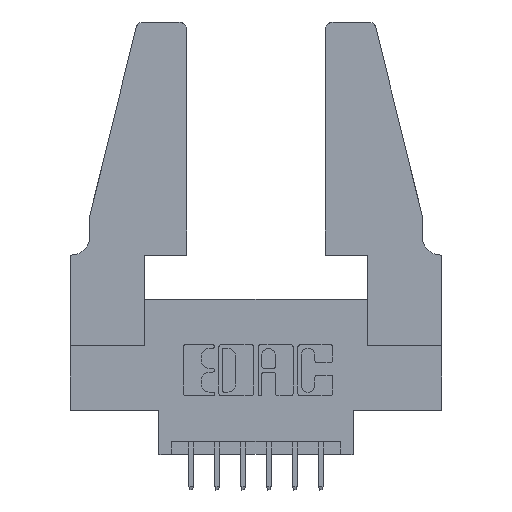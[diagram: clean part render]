
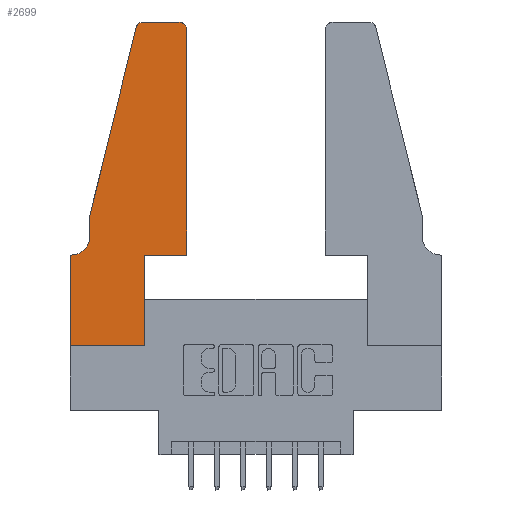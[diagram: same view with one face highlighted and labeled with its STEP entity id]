
A CAD part, top view. The second image highlights one B-rep face of the part: STEP entity #2699.
In plain terms, the highlighted planar face has unit normal (0, 0, 1).
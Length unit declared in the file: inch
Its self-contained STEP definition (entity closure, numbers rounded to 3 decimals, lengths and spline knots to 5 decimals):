
#69 = CARTESIAN_POINT ( 'NONE',  ( 0.2605, 1.25, 0.37 ) ) ;
#194 = ORIENTED_EDGE ( 'NONE', *, *, #1533, .T. ) ;
#231 = LINE ( 'NONE', #7480, #3288 ) ;
#312 = DIRECTION ( 'NONE',  ( 0., 0., -1. ) ) ;
#572 = ORIENTED_EDGE ( 'NONE', *, *, #9701, .T. ) ;
#680 = CARTESIAN_POINT ( 'NONE',  ( 0., 0., 0.37 ) ) ;
#797 = DIRECTION ( 'NONE',  ( 1., 0., 0. ) ) ;
#859 = EDGE_CURVE ( 'NONE', #1786, #6554, #7107, .T. ) ;
#1036 = CARTESIAN_POINT ( 'NONE',  ( 0.0755, 0.5, 0.37 ) ) ;
#1448 = EDGE_CURVE ( 'NONE', #11586, #10758, #8243, .T. ) ;
#1533 = EDGE_CURVE ( 'NONE', #4633, #7522, #231, .T. ) ;
#1632 = CARTESIAN_POINT ( 'NONE',  ( 0.2865, 0., 0.37 ) ) ;
#1786 = VERTEX_POINT ( 'NONE', #8051 ) ;
#1947 = CARTESIAN_POINT ( 'NONE',  ( 0.0055, 0.42, 0.37 ) ) ;
#2074 = CARTESIAN_POINT ( 'NONE',  ( 0.0755, 0.42, 0.37 ) ) ;
#2304 = ORIENTED_EDGE ( 'NONE', *, *, #6564, .T. ) ;
#2371 = AXIS2_PLACEMENT_3D ( 'NONE', #1947, #312, #2980 ) ;
#2555 = CARTESIAN_POINT ( 'NONE',  ( 0., 0., 0.37 ) ) ;
#2699 = ADVANCED_FACE ( 'NONE', ( #4651 ), #7567, .T. ) ;
#2870 = DIRECTION ( 'NONE',  ( 1., 0., 0. ) ) ;
#2972 = EDGE_CURVE ( 'NONE', #5928, #3018, #6615, .T. ) ;
#2980 = DIRECTION ( 'NONE',  ( -1., 0., 0. ) ) ;
#2987 = DIRECTION ( 'NONE',  ( 1., 0., 0. ) ) ;
#3018 = VERTEX_POINT ( 'NONE', #2074 ) ;
#3065 = AXIS2_PLACEMENT_3D ( 'NONE', #9417, #9474, #2987 ) ;
#3201 = ORIENTED_EDGE ( 'NONE', *, *, #8550, .T. ) ;
#3288 = VECTOR ( 'NONE', #11351, 39.37008 ) ;
#3310 = CIRCLE ( 'NONE', #2371, 0.07 ) ;
#3320 = ORIENTED_EDGE ( 'NONE', *, *, #2972, .T. ) ;
#3385 = EDGE_CURVE ( 'NONE', #6554, #5928, #9457, .T. ) ;
#3417 = ORIENTED_EDGE ( 'NONE', *, *, #6065, .T. ) ;
#3489 = CARTESIAN_POINT ( 'NONE',  ( 0.4505, 0.35, 0.37 ) ) ;
#3966 = CARTESIAN_POINT ( 'NONE',  ( 0.4205, 1.25, 0.37 ) ) ;
#4036 = VERTEX_POINT ( 'NONE', #7396 ) ;
#4189 = CARTESIAN_POINT ( 'NONE',  ( 0.0055, 0.35, 0.37 ) ) ;
#4261 = ORIENTED_EDGE ( 'NONE', *, *, #10269, .T. ) ;
#4358 = DIRECTION ( 'NONE',  ( 1., 0., 0. ) ) ;
#4406 = VERTEX_POINT ( 'NONE', #1632 ) ;
#4474 = VECTOR ( 'NONE', #4358, 39.37008 ) ;
#4633 = VERTEX_POINT ( 'NONE', #10208 ) ;
#4651 = FACE_OUTER_BOUND ( 'NONE', #7668, .T. ) ;
#4658 = DIRECTION ( 'NONE',  ( 0., 0., 1. ) ) ;
#4665 = VECTOR ( 'NONE', #11915, 39.37008 ) ;
#4725 = DIRECTION ( 'NONE',  ( 0., -1., 0. ) ) ;
#4727 = ORIENTED_EDGE ( 'NONE', *, *, #3385, .T. ) ;
#5298 = ORIENTED_EDGE ( 'NONE', *, *, #1448, .T. ) ;
#5336 = ORIENTED_EDGE ( 'NONE', *, *, #9420, .T. ) ;
#5387 = LINE ( 'NONE', #680, #4474 ) ;
#5414 = CARTESIAN_POINT ( 'NONE',  ( 0.0755, 0.35, 0.37 ) ) ;
#5844 = CARTESIAN_POINT ( 'NONE',  ( 0.0755, 0.5, 0.37 ) ) ;
#5928 = VERTEX_POINT ( 'NONE', #1036 ) ;
#6065 = EDGE_CURVE ( 'NONE', #4036, #11586, #10736, .T. ) ;
#6433 = CARTESIAN_POINT ( 'NONE',  ( 0.284, 1.22, 0.37 ) ) ;
#6554 = VERTEX_POINT ( 'NONE', #8006 ) ;
#6564 = EDGE_CURVE ( 'NONE', #10938, #4633, #7169, .T. ) ;
#6615 = LINE ( 'NONE', #8363, #11345 ) ;
#6965 = VECTOR ( 'NONE', #9751, 39.37008 ) ;
#7039 = VERTEX_POINT ( 'NONE', #3966 ) ;
#7103 = ORIENTED_EDGE ( 'NONE', *, *, #8141, .T. ) ;
#7107 = CIRCLE ( 'NONE', #8451, 0.03 ) ;
#7169 = LINE ( 'NONE', #5414, #6965 ) ;
#7241 = CARTESIAN_POINT ( 'NONE',  ( 0.2865, 0.35, 0.37 ) ) ;
#7396 = CARTESIAN_POINT ( 'NONE',  ( 0.2865, 0.35, 0.37 ) ) ;
#7480 = CARTESIAN_POINT ( 'NONE',  ( 0., 0., 0.37 ) ) ;
#7522 = VERTEX_POINT ( 'NONE', #2555 ) ;
#7567 = PLANE ( 'NONE',  #3065 ) ;
#7571 = CIRCLE ( 'NONE', #10650, 0.03 ) ;
#7668 = EDGE_LOOP ( 'NONE', ( #4261, #11153, #4727, #3320, #3201, #2304, #194, #572, #5336, #3417, #5298, #7103 ) ) ;
#8006 = CARTESIAN_POINT ( 'NONE',  ( 0.25487, 1.22718, 0.37 ) ) ;
#8051 = CARTESIAN_POINT ( 'NONE',  ( 0.284, 1.25, 0.37 ) ) ;
#8141 = EDGE_CURVE ( 'NONE', #10758, #7039, #7571, .T. ) ;
#8243 = LINE ( 'NONE', #3489, #9621 ) ;
#8363 = CARTESIAN_POINT ( 'NONE',  ( 0.0755, 0.5, 0.37 ) ) ;
#8451 = AXIS2_PLACEMENT_3D ( 'NONE', #6433, #4658, #2870 ) ;
#8550 = EDGE_CURVE ( 'NONE', #3018, #10938, #3310, .T. ) ;
#9104 = DIRECTION ( 'NONE',  ( 0., 1., 0. ) ) ;
#9403 = CARTESIAN_POINT ( 'NONE',  ( 0.4505, 0.35, 0.37 ) ) ;
#9417 = CARTESIAN_POINT ( 'NONE',  ( 0., 0.35, 0.37 ) ) ;
#9420 = EDGE_CURVE ( 'NONE', #4406, #4036, #11215, .T. ) ;
#9457 = LINE ( 'NONE', #5844, #10953 ) ;
#9474 = DIRECTION ( 'NONE',  ( 0., 0., 1. ) ) ;
#9555 = DIRECTION ( 'NONE',  ( -0.239, -0.971, 0. ) ) ;
#9621 = VECTOR ( 'NONE', #10123, 39.37008 ) ;
#9701 = EDGE_CURVE ( 'NONE', #7522, #4406, #5387, .T. ) ;
#9751 = DIRECTION ( 'NONE',  ( -1., 0., 0. ) ) ;
#9981 = CARTESIAN_POINT ( 'NONE',  ( 0.4205, 1.22, 0.37 ) ) ;
#10017 = DIRECTION ( 'NONE',  ( 1., 0., 0. ) ) ;
#10123 = DIRECTION ( 'NONE',  ( 0., 1., 0. ) ) ;
#10208 = CARTESIAN_POINT ( 'NONE',  ( 0., 0.35, 0.37 ) ) ;
#10269 = EDGE_CURVE ( 'NONE', #7039, #1786, #11060, .T. ) ;
#10650 = AXIS2_PLACEMENT_3D ( 'NONE', #9981, #11875, #797 ) ;
#10736 = LINE ( 'NONE', #11848, #11596 ) ;
#10758 = VERTEX_POINT ( 'NONE', #11291 ) ;
#10938 = VERTEX_POINT ( 'NONE', #4189 ) ;
#10953 = VECTOR ( 'NONE', #9555, 39.37008 ) ;
#11039 = VECTOR ( 'NONE', #9104, 39.37008 ) ;
#11060 = LINE ( 'NONE', #69, #4665 ) ;
#11153 = ORIENTED_EDGE ( 'NONE', *, *, #859, .T. ) ;
#11215 = LINE ( 'NONE', #7241, #11039 ) ;
#11291 = CARTESIAN_POINT ( 'NONE',  ( 0.4505, 1.22, 0.37 ) ) ;
#11345 = VECTOR ( 'NONE', #4725, 39.37008 ) ;
#11351 = DIRECTION ( 'NONE',  ( 0., -1., 0. ) ) ;
#11586 = VERTEX_POINT ( 'NONE', #9403 ) ;
#11596 = VECTOR ( 'NONE', #10017, 39.37008 ) ;
#11848 = CARTESIAN_POINT ( 'NONE',  ( 0.4505, 0.35, 0.37 ) ) ;
#11875 = DIRECTION ( 'NONE',  ( 0., 0., 1. ) ) ;
#11915 = DIRECTION ( 'NONE',  ( -1., 0., 0. ) ) ;
